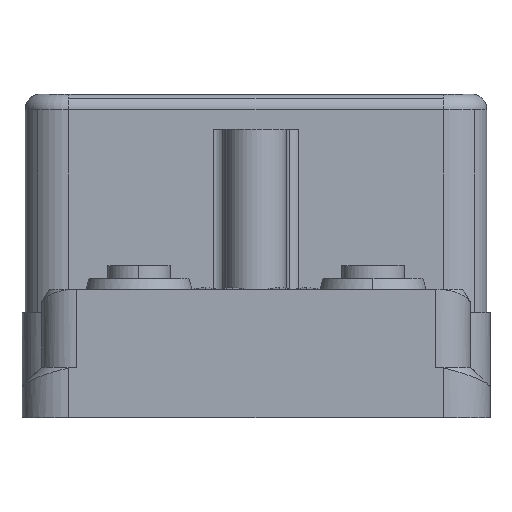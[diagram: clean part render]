
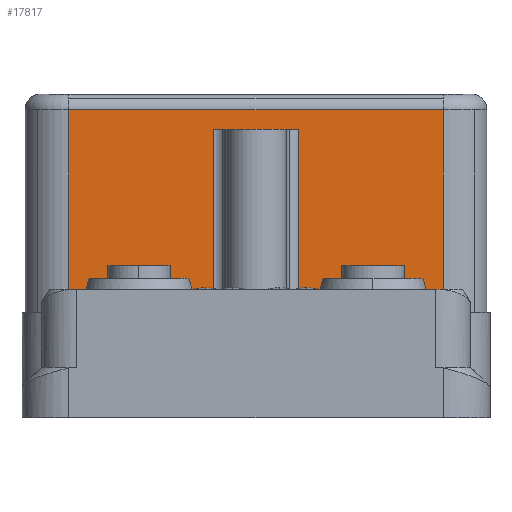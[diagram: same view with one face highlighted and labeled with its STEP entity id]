
A CAD part, front view. The second image highlights one B-rep face of the part: STEP entity #17817.
In plain terms, the highlighted planar face has unit normal (0, -1, 0).
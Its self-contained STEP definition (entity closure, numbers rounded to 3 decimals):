
#17729=AXIS2_PLACEMENT_3D('Plane Axis2P3D',#17726,#17727,#17728) ;
#11816=CARTESIAN_POINT('Vertex',(30.945,55.65,13.)) ;
#11819=CARTESIAN_POINT('Line Origine',(30.945,55.65,15.5)) ;
#11823=CARTESIAN_POINT('Vertex',(30.945,55.65,13.5)) ;
#11842=CARTESIAN_POINT('Vertex',(29.055,55.65,13.5)) ;
#11845=CARTESIAN_POINT('Line Origine',(29.055,55.65,15.5)) ;
#11849=CARTESIAN_POINT('Vertex',(29.055,55.65,13.)) ;
#16175=CARTESIAN_POINT('Vertex',(24.,55.65,13.5)) ;
#16178=CARTESIAN_POINT('Line Origine',(15.,55.65,13.5)) ;
#16182=CARTESIAN_POINT('Vertex',(6.,55.65,13.5)) ;
#17469=CARTESIAN_POINT('Vertex',(54.,55.65,13.5)) ;
#17472=CARTESIAN_POINT('Line Origine',(45.,55.65,13.5)) ;
#17476=CARTESIAN_POINT('Vertex',(36.,55.65,13.5)) ;
#17553=CARTESIAN_POINT('Line Origine',(36.,55.65,13.25)) ;
#17557=CARTESIAN_POINT('Vertex',(36.,55.65,13.)) ;
#17577=CARTESIAN_POINT('Line Origine',(26.528,55.65,13.)) ;
#17581=CARTESIAN_POINT('Vertex',(24.,55.65,13.)) ;
#17589=CARTESIAN_POINT('Line Origine',(33.472,55.65,13.)) ;
#17615=CARTESIAN_POINT('Line Origine',(24.,55.65,13.25)) ;
#17726=CARTESIAN_POINT('Axis2P3D Location',(0.4,55.65,41.5)) ;
#17731=CARTESIAN_POINT('Line Origine',(54.,55.65,26.5)) ;
#17735=CARTESIAN_POINT('Vertex',(54.,55.65,39.5)) ;
#17738=CARTESIAN_POINT('Line Origine',(30.,55.65,39.5)) ;
#17742=CARTESIAN_POINT('Vertex',(6.,55.65,39.5)) ;
#17745=CARTESIAN_POINT('Line Origine',(6.,55.65,26.5)) ;
#17750=CARTESIAN_POINT('Line Origine',(26.828,55.65,13.5)) ;
#17754=CARTESIAN_POINT('Vertex',(24.6,55.65,13.5)) ;
#17757=CARTESIAN_POINT('Line Origine',(24.6,55.65,25.25)) ;
#17761=CARTESIAN_POINT('Vertex',(24.6,55.65,37.)) ;
#17764=CARTESIAN_POINT('Line Origine',(26.828,55.65,37.)) ;
#17768=CARTESIAN_POINT('Vertex',(29.055,55.65,37.)) ;
#17771=CARTESIAN_POINT('Line Origine',(30.,55.65,37.)) ;
#17775=CARTESIAN_POINT('Vertex',(30.945,55.65,37.)) ;
#17778=CARTESIAN_POINT('Line Origine',(33.172,55.65,37.)) ;
#17782=CARTESIAN_POINT('Vertex',(35.4,55.65,37.)) ;
#17785=CARTESIAN_POINT('Line Origine',(35.4,55.65,25.25)) ;
#17789=CARTESIAN_POINT('Vertex',(35.4,55.65,13.5)) ;
#17792=CARTESIAN_POINT('Line Origine',(33.172,55.65,13.5)) ;
#11820=DIRECTION('Vector Direction',(0.,0.,-1.)) ;
#11846=DIRECTION('Vector Direction',(0.,0.,-1.)) ;
#16179=DIRECTION('Vector Direction',(-1.,0.,0.)) ;
#17473=DIRECTION('Vector Direction',(-1.,0.,0.)) ;
#17554=DIRECTION('Vector Direction',(0.,0.,-1.)) ;
#17578=DIRECTION('Vector Direction',(-1.,0.,0.)) ;
#17590=DIRECTION('Vector Direction',(-1.,0.,0.)) ;
#17616=DIRECTION('Vector Direction',(0.,0.,1.)) ;
#17727=DIRECTION('Axis2P3D Direction',(0.,-1.,0.)) ;
#17728=DIRECTION('Axis2P3D XDirection',(0.,0.,1.)) ;
#17732=DIRECTION('Vector Direction',(0.,0.,-1.)) ;
#17739=DIRECTION('Vector Direction',(1.,0.,0.)) ;
#17746=DIRECTION('Vector Direction',(0.,0.,1.)) ;
#17751=DIRECTION('Vector Direction',(1.,0.,0.)) ;
#17758=DIRECTION('Vector Direction',(0.,0.,-1.)) ;
#17765=DIRECTION('Vector Direction',(1.,0.,0.)) ;
#17772=DIRECTION('Vector Direction',(1.,0.,0.)) ;
#17779=DIRECTION('Vector Direction',(1.,0.,0.)) ;
#17786=DIRECTION('Vector Direction',(0.,0.,1.)) ;
#17793=DIRECTION('Vector Direction',(1.,0.,0.)) ;
#11821=VECTOR('Line Direction',#11820,1.) ;
#11847=VECTOR('Line Direction',#11846,1.) ;
#16180=VECTOR('Line Direction',#16179,1.) ;
#17474=VECTOR('Line Direction',#17473,1.) ;
#17555=VECTOR('Line Direction',#17554,1.) ;
#17579=VECTOR('Line Direction',#17578,1.) ;
#17591=VECTOR('Line Direction',#17590,1.) ;
#17617=VECTOR('Line Direction',#17616,1.) ;
#17733=VECTOR('Line Direction',#17732,1.) ;
#17740=VECTOR('Line Direction',#17739,1.) ;
#17747=VECTOR('Line Direction',#17746,1.) ;
#17752=VECTOR('Line Direction',#17751,1.) ;
#17759=VECTOR('Line Direction',#17758,1.) ;
#17766=VECTOR('Line Direction',#17765,1.) ;
#17773=VECTOR('Line Direction',#17772,1.) ;
#17780=VECTOR('Line Direction',#17779,1.) ;
#17787=VECTOR('Line Direction',#17786,1.) ;
#17794=VECTOR('Line Direction',#17793,1.) ;
#17798=ORIENTED_EDGE('',*,*,#17593,.F.) ;
#17799=ORIENTED_EDGE('',*,*,#17559,.F.) ;
#17800=ORIENTED_EDGE('',*,*,#17478,.F.) ;
#17801=ORIENTED_EDGE('',*,*,#17737,.F.) ;
#17802=ORIENTED_EDGE('',*,*,#17744,.F.) ;
#17803=ORIENTED_EDGE('',*,*,#17749,.F.) ;
#17804=ORIENTED_EDGE('',*,*,#16184,.F.) ;
#17805=ORIENTED_EDGE('',*,*,#17619,.F.) ;
#17806=ORIENTED_EDGE('',*,*,#17583,.F.) ;
#17807=ORIENTED_EDGE('',*,*,#11851,.F.) ;
#17808=ORIENTED_EDGE('',*,*,#17756,.F.) ;
#17809=ORIENTED_EDGE('',*,*,#17763,.F.) ;
#17810=ORIENTED_EDGE('',*,*,#17770,.T.) ;
#17811=ORIENTED_EDGE('',*,*,#17777,.T.) ;
#17812=ORIENTED_EDGE('',*,*,#17784,.T.) ;
#17813=ORIENTED_EDGE('',*,*,#17791,.F.) ;
#17814=ORIENTED_EDGE('',*,*,#17796,.F.) ;
#17815=ORIENTED_EDGE('',*,*,#11825,.T.) ;
#17817=ADVANCED_FACE('Volumenk\X2\00F6\X0\rper3',(#17816),#17730,.T.) ;
#11825=EDGE_CURVE('',#11824,#11817,#11822,.T.) ;
#11851=EDGE_CURVE('',#11843,#11850,#11848,.T.) ;
#16184=EDGE_CURVE('',#16176,#16183,#16181,.T.) ;
#17478=EDGE_CURVE('',#17470,#17477,#17475,.T.) ;
#17559=EDGE_CURVE('',#17477,#17558,#17556,.T.) ;
#17583=EDGE_CURVE('',#11850,#17582,#17580,.T.) ;
#17593=EDGE_CURVE('',#17558,#11817,#17592,.T.) ;
#17619=EDGE_CURVE('',#17582,#16176,#17618,.T.) ;
#17737=EDGE_CURVE('',#17736,#17470,#17734,.T.) ;
#17744=EDGE_CURVE('',#17743,#17736,#17741,.T.) ;
#17749=EDGE_CURVE('',#16183,#17743,#17748,.T.) ;
#17756=EDGE_CURVE('',#17755,#11843,#17753,.T.) ;
#17763=EDGE_CURVE('',#17762,#17755,#17760,.T.) ;
#17770=EDGE_CURVE('',#17762,#17769,#17767,.T.) ;
#17777=EDGE_CURVE('',#17769,#17776,#17774,.T.) ;
#17784=EDGE_CURVE('',#17776,#17783,#17781,.T.) ;
#17791=EDGE_CURVE('',#17790,#17783,#17788,.T.) ;
#17796=EDGE_CURVE('',#11824,#17790,#17795,.T.) ;
#17797=EDGE_LOOP('',(#17798,#17799,#17800,#17801,#17802,#17803,#17804,#17805,#17806,#17807,#17808,#17809,#17810,#17811,#17812,#17813,#17814,#17815)) ;
#17816=FACE_OUTER_BOUND('',#17797,.T.) ;
#11822=LINE('Line',#11819,#11821) ;
#11848=LINE('Line',#11845,#11847) ;
#16181=LINE('Line',#16178,#16180) ;
#17475=LINE('Line',#17472,#17474) ;
#17556=LINE('Line',#17553,#17555) ;
#17580=LINE('Line',#17577,#17579) ;
#17592=LINE('Line',#17589,#17591) ;
#17618=LINE('Line',#17615,#17617) ;
#17734=LINE('Line',#17731,#17733) ;
#17741=LINE('Line',#17738,#17740) ;
#17748=LINE('Line',#17745,#17747) ;
#17753=LINE('Line',#17750,#17752) ;
#17760=LINE('Line',#17757,#17759) ;
#17767=LINE('Line',#17764,#17766) ;
#17774=LINE('Line',#17771,#17773) ;
#17781=LINE('Line',#17778,#17780) ;
#17788=LINE('Line',#17785,#17787) ;
#17795=LINE('Line',#17792,#17794) ;
#17730=PLANE('',#17729) ;
#11817=VERTEX_POINT('',#11816) ;
#11824=VERTEX_POINT('',#11823) ;
#11843=VERTEX_POINT('',#11842) ;
#11850=VERTEX_POINT('',#11849) ;
#16176=VERTEX_POINT('',#16175) ;
#16183=VERTEX_POINT('',#16182) ;
#17470=VERTEX_POINT('',#17469) ;
#17477=VERTEX_POINT('',#17476) ;
#17558=VERTEX_POINT('',#17557) ;
#17582=VERTEX_POINT('',#17581) ;
#17736=VERTEX_POINT('',#17735) ;
#17743=VERTEX_POINT('',#17742) ;
#17755=VERTEX_POINT('',#17754) ;
#17762=VERTEX_POINT('',#17761) ;
#17769=VERTEX_POINT('',#17768) ;
#17776=VERTEX_POINT('',#17775) ;
#17783=VERTEX_POINT('',#17782) ;
#17790=VERTEX_POINT('',#17789) ;
